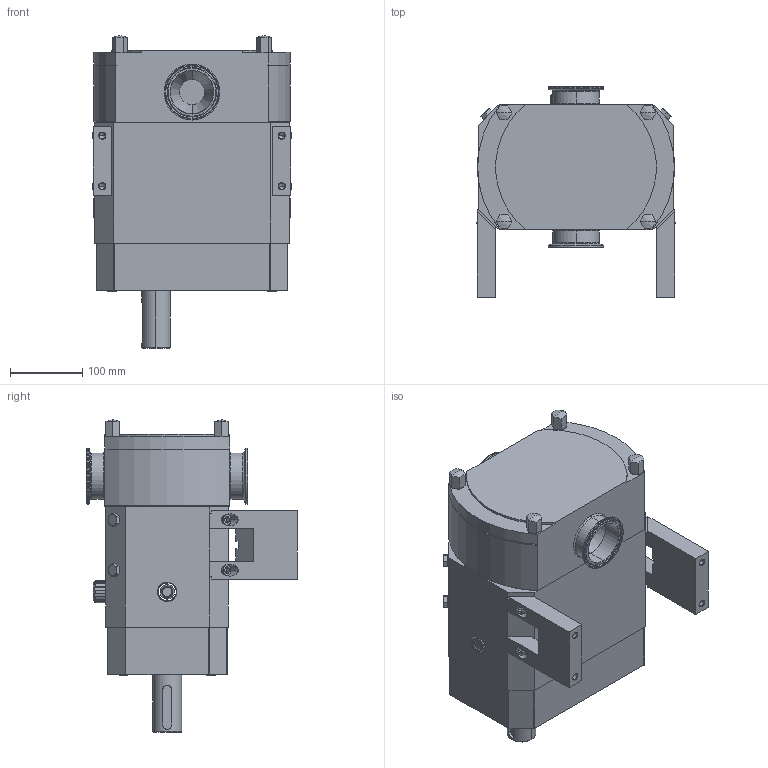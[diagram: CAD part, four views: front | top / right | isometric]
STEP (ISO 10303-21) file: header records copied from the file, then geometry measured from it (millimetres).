
FILE_DESCRIPTION((''),'2;1');
FILE_NAME('603902079_SW0001','2023-01-23T12:35:53',('DS'),(''),'CREO PARAMETRIC BY PTC INC, 2022281','CREO PARAMETRIC BY PTC INC, 2022281','');
FILE_SCHEMA(('CONFIG_CONTROL_DESIGN'));
Length unit declared in the file: millimetre
Products named in the file (1): 603902079_SW0001
Bounding box: 277.07 x 291.77 x 433.63 mm (x, y, z)
Volume: 15082862.8 mm3; surface area: 558164.9 mm2
Topology: 1 solids, 1 shells, 564 faces, 1326 edges, 780 vertices
Faces by surface type: plane 258, cylinder 126, cone 120, torus 52, bspline 8
Entity records: 17983 total; most frequent: CARTESIAN_POINT 5165, DIRECTION 2744, ORIENTED_EDGE 2596, EDGE_CURVE 1298, AXIS2_PLACEMENT_3D 1044, VERTEX_POINT 780, VECTOR 656, LINE 656
